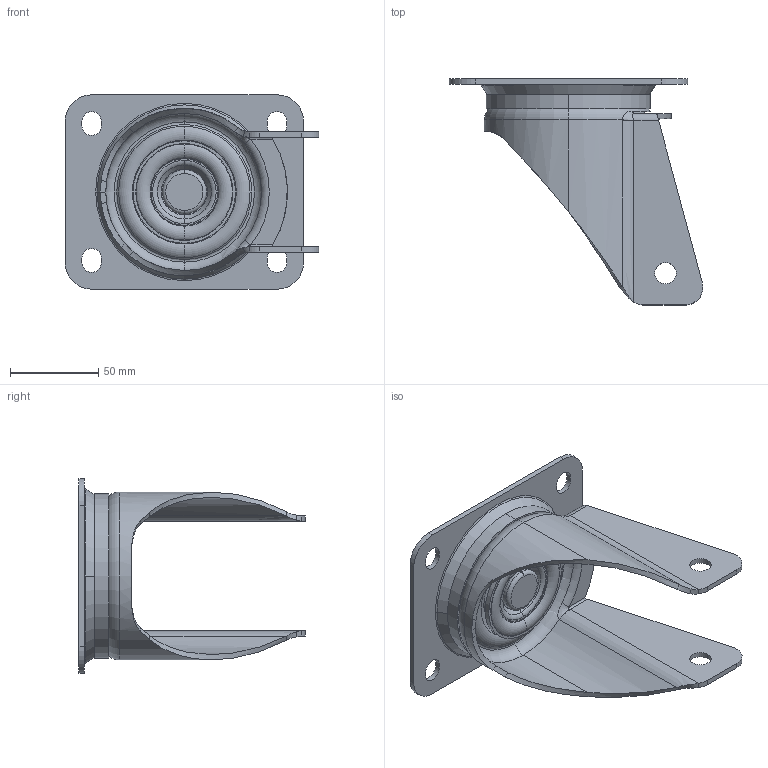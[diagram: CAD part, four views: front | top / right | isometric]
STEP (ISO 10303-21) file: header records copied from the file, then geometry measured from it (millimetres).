
FILE_DESCRIPTION (( 'STEP AP214' ), '1' );
FILE_NAME ('0055258.step', '2023-03-07T08:22:18', ( '' ), ( '' ), 'SwSTEP 2.0', 'SolidWorks 2020', '' );
FILE_SCHEMA (( 'AUTOMOTIVE_DESIGN' ));
Length unit declared in the file: millimetre
Products named in the file (1): 0055258
Bounding box: 143.68 x 127.98 x 110 mm (x, y, z)
Surface area: 77395 mm2 (no closed solid volume)
Topology: 0 solids, 9 shells, 163 faces, 396 edges, 240 vertices
Faces by surface type: torus 39, cylinder 39, plane 36, bspline 26, cone 18, sphere 5
Entity records: 9422 total; most frequent: CARTESIAN_POINT 3955, DIRECTION 765, ORIENTED_EDGE 742, EDGE_CURVE 386, AXIS2_PLACEMENT_3D 324, VERTEX_POINT 235, CIRCLE 186, EDGE_LOOP 183
